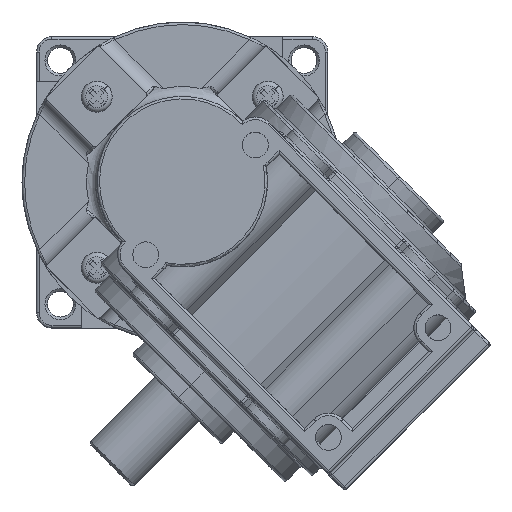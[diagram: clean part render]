
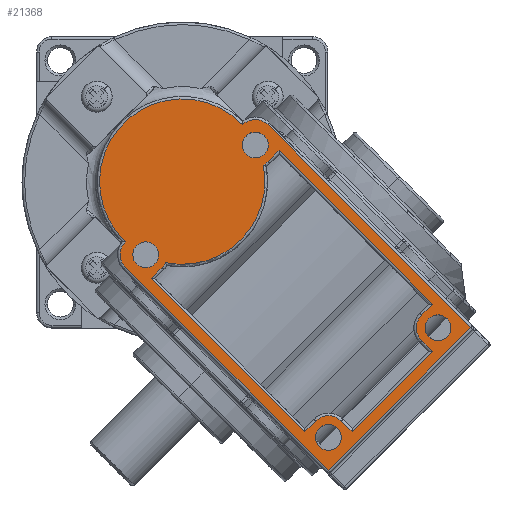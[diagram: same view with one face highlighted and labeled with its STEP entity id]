
A CAD part, top view. The second image highlights one B-rep face of the part: STEP entity #21368.
In plain terms, the highlighted planar face has unit normal (0, 0, 1).
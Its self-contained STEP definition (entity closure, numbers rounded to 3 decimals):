
#11295=CARTESIAN_POINT('',(-15.,-55.,71.));
#11296=DIRECTION('',(0.,0.,1.));
#11297=DIRECTION('',(1.,0.,0.));
#11298=AXIS2_PLACEMENT_3D('',#11295,#11296,#11297);
#11303=CARTESIAN_POINT('',(-15.,-55.,71.));
#11304=DIRECTION('',(0.,0.,1.));
#11305=DIRECTION('',(-1.,0.,0.));
#11306=AXIS2_PLACEMENT_3D('',#11303,#11304,#11305);
#11311=CARTESIAN_POINT('',(15.,-55.,71.));
#11312=DIRECTION('',(0.,0.,1.));
#11313=DIRECTION('',(1.,0.,0.));
#11314=AXIS2_PLACEMENT_3D('',#11311,#11312,#11313);
#11319=CARTESIAN_POINT('',(15.,-55.,71.));
#11320=DIRECTION('',(0.,0.,1.));
#11321=DIRECTION('',(-1.,0.,0.));
#11322=AXIS2_PLACEMENT_3D('',#11319,#11320,#11321);
#11327=CARTESIAN_POINT('',(-15.,-5.,71.));
#11328=DIRECTION('',(0.,0.,1.));
#11329=DIRECTION('',(1.,0.,0.));
#11330=AXIS2_PLACEMENT_3D('',#11327,#11328,#11329);
#11335=CARTESIAN_POINT('',(-15.,-5.,71.));
#11336=DIRECTION('',(0.,0.,1.));
#11337=DIRECTION('',(-1.,0.,0.));
#11338=AXIS2_PLACEMENT_3D('',#11335,#11336,#11337);
#11343=CARTESIAN_POINT('',(15.,-5.,71.));
#11344=DIRECTION('',(0.,0.,1.));
#11345=DIRECTION('',(1.,0.,0.));
#11346=AXIS2_PLACEMENT_3D('',#11343,#11344,#11345);
#11351=CARTESIAN_POINT('',(15.,-5.,71.));
#11352=DIRECTION('',(0.,0.,1.));
#11353=DIRECTION('',(-1.,0.,0.));
#11354=AXIS2_PLACEMENT_3D('',#11351,#11352,#11353);
#11359=DIRECTION('',(0.,1.,0.));
#11360=VECTOR('',#11359,3.);
#11361=CARTESIAN_POINT('',(-11.,-57.5,71.));
#11362=LINE('',#11361,#11360);
#11366=DIRECTION('',(-1.,0.,0.));
#11367=VECTOR('',#11366,22.);
#11368=CARTESIAN_POINT('',(11.,-57.5,71.));
#11369=LINE('',#11368,#11367);
#11373=DIRECTION('',(0.,-1.,0.));
#11374=VECTOR('',#11373,3.);
#11375=CARTESIAN_POINT('',(11.,-54.5,71.));
#11376=LINE('',#11375,#11374);
#11380=CARTESIAN_POINT('',(14.5,-54.5,71.));
#11381=DIRECTION('',(0.,0.,1.));
#11382=DIRECTION('',(0.,1.,0.));
#11383=AXIS2_PLACEMENT_3D('',#11380,#11381,#11382);
#11388=DIRECTION('',(-1.,0.,0.));
#11389=VECTOR('',#11388,3.);
#11390=CARTESIAN_POINT('',(17.5,-51.,71.));
#11391=LINE('',#11390,#11389);
#11395=DIRECTION('',(0.,1.,0.));
#11396=VECTOR('',#11395,42.);
#11397=CARTESIAN_POINT('',(17.5,-51.,71.));
#11398=LINE('',#11397,#11396);
#11402=DIRECTION('',(1.,0.,0.));
#11403=VECTOR('',#11402,3.);
#11404=CARTESIAN_POINT('',(14.5,-9.,71.));
#11405=LINE('',#11404,#11403);
#11409=CARTESIAN_POINT('',(14.5,-5.5,71.));
#11410=DIRECTION('',(0.,0.,1.));
#11411=DIRECTION('',(-0.327,-0.945,0.));
#11412=AXIS2_PLACEMENT_3D('',#11409,#11410,#11411);
#11417=CARTESIAN_POINT('',(0.,0.,71.));
#11418=DIRECTION('',(0.,0.,-1.));
#11419=DIRECTION('',(0.835,-0.551,0.));
#11420=AXIS2_PLACEMENT_3D('',#11417,#11418,#11419);
#11425=CARTESIAN_POINT('',(-14.5,-5.5,71.));
#11426=DIRECTION('',(0.,0.,1.));
#11427=DIRECTION('',(0.,-1.,0.));
#11428=AXIS2_PLACEMENT_3D('',#11425,#11426,#11427);
#11433=DIRECTION('',(1.,0.,0.));
#11434=VECTOR('',#11433,3.);
#11435=CARTESIAN_POINT('',(-17.5,-9.,71.));
#11436=LINE('',#11435,#11434);
#11440=DIRECTION('',(0.,-1.,0.));
#11441=VECTOR('',#11440,42.);
#11442=CARTESIAN_POINT('',(-17.5,-9.,71.));
#11443=LINE('',#11442,#11441);
#11447=DIRECTION('',(-1.,0.,0.));
#11448=VECTOR('',#11447,3.);
#11449=CARTESIAN_POINT('',(-14.5,-51.,71.));
#11450=LINE('',#11449,#11448);
#11454=CARTESIAN_POINT('',(-14.5,-54.5,71.));
#11455=DIRECTION('',(0.,0.,1.));
#11456=DIRECTION('',(1.,0.,0.));
#11457=AXIS2_PLACEMENT_3D('',#11454,#11455,#11456);
#11462=DIRECTION('',(0.,-1.,0.));
#11463=VECTOR('',#11462,55.531);
#11464=CARTESIAN_POINT('',(-19.5,-3.969,71.));
#11465=LINE('',#11464,#11463);
#11469=CARTESIAN_POINT('',(-16.,-3.969,71.));
#11470=DIRECTION('',(0.,0.,1.));
#11471=DIRECTION('',(0.002,1.,0.));
#11472=AXIS2_PLACEMENT_3D('',#11469,#11470,#11471);
#11477=CARTESIAN_POINT('',(0.,0.,71.));
#11478=DIRECTION('',(0.,0.,1.));
#11479=DIRECTION('',(1.,-0.029,0.));
#11480=AXIS2_PLACEMENT_3D('',#11477,#11478,#11479);
#11485=CARTESIAN_POINT('',(16.,-3.969,71.));
#11486=DIRECTION('',(0.,0.,1.));
#11487=DIRECTION('',(1.,0.,0.));
#11488=AXIS2_PLACEMENT_3D('',#11485,#11486,#11487);
#11493=DIRECTION('',(0.,1.,0.));
#11494=VECTOR('',#11493,55.531);
#11495=CARTESIAN_POINT('',(19.5,-59.5,71.));
#11496=LINE('',#11495,#11494);
#11500=DIRECTION('',(1.,0.,0.));
#11501=VECTOR('',#11500,39.);
#11502=CARTESIAN_POINT('',(-19.5,-59.5,71.));
#11503=LINE('',#11502,#11501);
#18756=CARTESIAN_POINT('',(-12.5,-55.,71.));
#18757=CARTESIAN_POINT('',(-17.5,-55.,71.));
#18758=VERTEX_POINT('',#18756);
#18759=VERTEX_POINT('',#18757);
#18760=CARTESIAN_POINT('',(17.5,-55.,71.));
#18761=CARTESIAN_POINT('',(12.5,-55.,71.));
#18762=VERTEX_POINT('',#18760);
#18763=VERTEX_POINT('',#18761);
#18764=CARTESIAN_POINT('',(-12.5,-5.,71.));
#18765=CARTESIAN_POINT('',(-17.5,-5.,71.));
#18766=VERTEX_POINT('',#18764);
#18767=VERTEX_POINT('',#18765);
#18768=CARTESIAN_POINT('',(17.5,-5.,71.));
#18769=CARTESIAN_POINT('',(12.5,-5.,71.));
#18770=VERTEX_POINT('',#18768);
#18771=VERTEX_POINT('',#18769);
#19003=CARTESIAN_POINT('',(-11.,-57.5,71.));
#19004=CARTESIAN_POINT('',(-11.,-54.5,71.));
#19005=VERTEX_POINT('',#19003);
#19006=VERTEX_POINT('',#19004);
#19011=CARTESIAN_POINT('',(-14.5,-51.,71.));
#19012=VERTEX_POINT('',#19011);
#19017=CARTESIAN_POINT('',(-17.5,-51.,71.));
#19018=VERTEX_POINT('',#19017);
#19019=CARTESIAN_POINT('',(11.,-57.5,71.));
#19020=VERTEX_POINT('',#19019);
#19025=CARTESIAN_POINT('',(11.,-54.5,71.));
#19026=VERTEX_POINT('',#19025);
#19027=CARTESIAN_POINT('',(14.5,-51.,71.));
#19028=VERTEX_POINT('',#19027);
#19031=CARTESIAN_POINT('',(17.5,-51.,71.));
#19032=VERTEX_POINT('',#19031);
#19035=CARTESIAN_POINT('',(17.5,-9.,71.));
#19036=VERTEX_POINT('',#19035);
#19039=CARTESIAN_POINT('',(13.357,-8.808,71.));
#19040=CARTESIAN_POINT('',(14.5,-9.,71.));
#19041=VERTEX_POINT('',#19039);
#19042=VERTEX_POINT('',#19040);
#19047=CARTESIAN_POINT('',(-13.357,-8.808,71.));
#19048=VERTEX_POINT('',#19047);
#19053=CARTESIAN_POINT('',(-14.5,-9.,71.));
#19054=VERTEX_POINT('',#19053);
#19055=CARTESIAN_POINT('',(-17.5,-9.,71.));
#19056=VERTEX_POINT('',#19055);
#19059=CARTESIAN_POINT('',(-15.993,-0.469,71.));
#19060=CARTESIAN_POINT('',(-19.5,-3.969,71.));
#19061=VERTEX_POINT('',#19059);
#19062=VERTEX_POINT('',#19060);
#19071=CARTESIAN_POINT('',(19.5,-3.969,71.));
#19072=CARTESIAN_POINT('',(15.993,-0.469,71.));
#19073=VERTEX_POINT('',#19071);
#19074=VERTEX_POINT('',#19072);
#19076=CARTESIAN_POINT('',(-19.5,-59.5,71.));
#19078=VERTEX_POINT('',#19076);
#19086=CARTESIAN_POINT('',(19.5,-59.5,71.));
#19088=VERTEX_POINT('',#19086);
#21296=CARTESIAN_POINT('',(0.,0.,71.));
#21297=DIRECTION('',(0.,0.,1.));
#21298=DIRECTION('',(1.,0.,0.));
#21299=AXIS2_PLACEMENT_3D('',#21296,#21297,#21298);
#21300=PLANE('',#21299);
#21302=ORIENTED_EDGE('',*,*,#21301,.F.);
#21303=ORIENTED_EDGE('',*,*,#21286,.F.);
#21305=ORIENTED_EDGE('',*,*,#21304,.F.);
#21307=ORIENTED_EDGE('',*,*,#21306,.F.);
#21309=ORIENTED_EDGE('',*,*,#21308,.F.);
#21311=ORIENTED_EDGE('',*,*,#21310,.F.);
#21312=EDGE_LOOP('',(#21302,#21303,#21305,#21307,#21309,#21311));
#21313=FACE_OUTER_BOUND('',#21312,.F.);
#21315=ORIENTED_EDGE('',*,*,#21314,.T.);
#21317=ORIENTED_EDGE('',*,*,#21316,.T.);
#21318=EDGE_LOOP('',(#21315,#21317));
#21319=FACE_BOUND('',#21318,.F.);
#21321=ORIENTED_EDGE('',*,*,#21320,.T.);
#21323=ORIENTED_EDGE('',*,*,#21322,.T.);
#21324=EDGE_LOOP('',(#21321,#21323));
#21325=FACE_BOUND('',#21324,.F.);
#21327=ORIENTED_EDGE('',*,*,#21326,.T.);
#21329=ORIENTED_EDGE('',*,*,#21328,.T.);
#21330=EDGE_LOOP('',(#21327,#21329));
#21331=FACE_BOUND('',#21330,.F.);
#21333=ORIENTED_EDGE('',*,*,#21332,.T.);
#21335=ORIENTED_EDGE('',*,*,#21334,.T.);
#21336=EDGE_LOOP('',(#21333,#21335));
#21337=FACE_BOUND('',#21336,.F.);
#21339=ORIENTED_EDGE('',*,*,#21338,.F.);
#21341=ORIENTED_EDGE('',*,*,#21340,.F.);
#21343=ORIENTED_EDGE('',*,*,#21342,.F.);
#21345=ORIENTED_EDGE('',*,*,#21344,.F.);
#21347=ORIENTED_EDGE('',*,*,#21346,.F.);
#21349=ORIENTED_EDGE('',*,*,#21348,.T.);
#21351=ORIENTED_EDGE('',*,*,#21350,.F.);
#21353=ORIENTED_EDGE('',*,*,#21352,.F.);
#21355=ORIENTED_EDGE('',*,*,#21354,.T.);
#21357=ORIENTED_EDGE('',*,*,#21356,.F.);
#21359=ORIENTED_EDGE('',*,*,#21358,.F.);
#21361=ORIENTED_EDGE('',*,*,#21360,.T.);
#21363=ORIENTED_EDGE('',*,*,#21362,.F.);
#21365=ORIENTED_EDGE('',*,*,#21364,.F.);
#21366=EDGE_LOOP('',(#21339,#21341,#21343,#21345,#21347,#21349,#21351,#21353,
#21355,#21357,#21359,#21361,#21363,#21365));
#21367=FACE_BOUND('',#21366,.F.);
#21368=ADVANCED_FACE('',(#21313,#21319,#21325,#21331,#21337,#21367),#21300,.T.);
#11299=CIRCLE('',#11298,2.5);
#11307=CIRCLE('',#11306,2.5);
#11315=CIRCLE('',#11314,2.5);
#11323=CIRCLE('',#11322,2.5);
#11331=CIRCLE('',#11330,2.5);
#11339=CIRCLE('',#11338,2.5);
#11347=CIRCLE('',#11346,2.5);
#11355=CIRCLE('',#11354,2.5);
#11384=CIRCLE('',#11383,3.5);
#11413=CIRCLE('',#11412,3.5);
#11421=CIRCLE('',#11420,16.);
#11429=CIRCLE('',#11428,3.5);
#11458=CIRCLE('',#11457,3.5);
#11473=CIRCLE('',#11472,3.5);
#11481=CIRCLE('',#11480,16.);
#11489=CIRCLE('',#11488,3.5);
#21286=EDGE_CURVE('',#19061,#19062,#11473,.T.);
#21301=EDGE_CURVE('',#19062,#19078,#11465,.T.);
#21304=EDGE_CURVE('',#19074,#19061,#11481,.T.);
#21306=EDGE_CURVE('',#19073,#19074,#11489,.T.);
#21308=EDGE_CURVE('',#19088,#19073,#11496,.T.);
#21310=EDGE_CURVE('',#19078,#19088,#11503,.T.);
#21314=EDGE_CURVE('',#18758,#18759,#11299,.T.);
#21316=EDGE_CURVE('',#18759,#18758,#11307,.T.);
#21320=EDGE_CURVE('',#18762,#18763,#11315,.T.);
#21322=EDGE_CURVE('',#18763,#18762,#11323,.T.);
#21326=EDGE_CURVE('',#18766,#18767,#11331,.T.);
#21328=EDGE_CURVE('',#18767,#18766,#11339,.T.);
#21332=EDGE_CURVE('',#18770,#18771,#11347,.T.);
#21334=EDGE_CURVE('',#18771,#18770,#11355,.T.);
#21338=EDGE_CURVE('',#19005,#19006,#11362,.T.);
#21340=EDGE_CURVE('',#19020,#19005,#11369,.T.);
#21342=EDGE_CURVE('',#19026,#19020,#11376,.T.);
#21344=EDGE_CURVE('',#19028,#19026,#11384,.T.);
#21346=EDGE_CURVE('',#19032,#19028,#11391,.T.);
#21348=EDGE_CURVE('',#19032,#19036,#11398,.T.);
#21350=EDGE_CURVE('',#19042,#19036,#11405,.T.);
#21352=EDGE_CURVE('',#19041,#19042,#11413,.T.);
#21354=EDGE_CURVE('',#19041,#19048,#11421,.T.);
#21356=EDGE_CURVE('',#19054,#19048,#11429,.T.);
#21358=EDGE_CURVE('',#19056,#19054,#11436,.T.);
#21360=EDGE_CURVE('',#19056,#19018,#11443,.T.);
#21362=EDGE_CURVE('',#19012,#19018,#11450,.T.);
#21364=EDGE_CURVE('',#19006,#19012,#11458,.T.);
